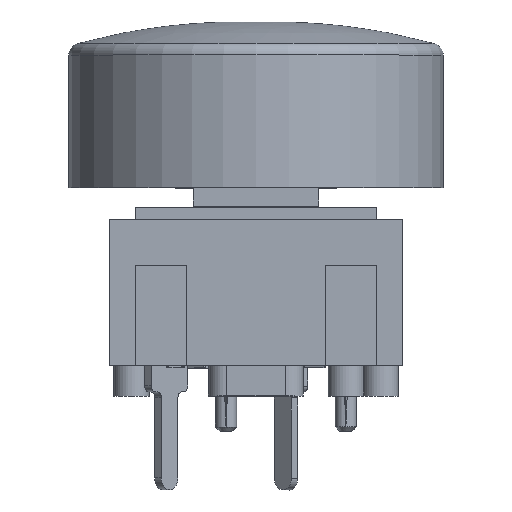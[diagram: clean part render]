
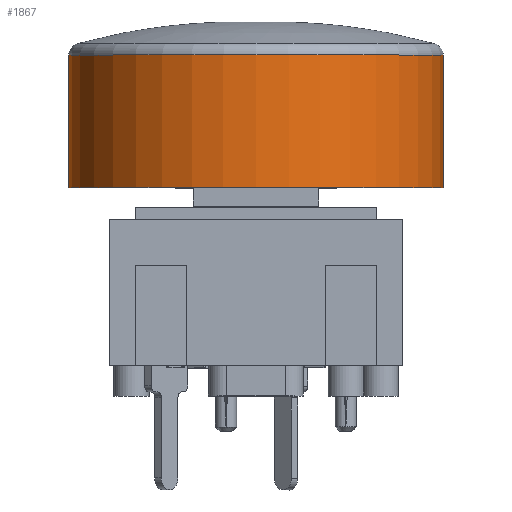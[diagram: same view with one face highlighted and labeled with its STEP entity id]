
A CAD part, top view. The second image highlights one B-rep face of the part: STEP entity #1867.
In plain terms, the highlighted cylindrical face has radius 7.938 mm (diameter 15.875 mm), a full revolution.
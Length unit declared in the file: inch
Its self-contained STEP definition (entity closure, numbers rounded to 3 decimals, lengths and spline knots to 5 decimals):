
#1836=CARTESIAN_POINT('',(-0.3125,0.51795,0.));
#1837=VERTEX_POINT('',#1836);
#1838=CARTESIAN_POINT('',(0.,0.51795,0.));
#1839=DIRECTION('',(0.0,1.0,0.0));
#1840=DIRECTION('',(1.0,0.0,0.0));
#1841=AXIS2_PLACEMENT_3D('',#1838,#1839,#1840);
#1842=CIRCLE('',#1841,0.3125);
#1843=EDGE_CURVE('',#1837,#1837,#1842,.T.);
#1848=CARTESIAN_POINT('',(0.,0.28578,0.));
#1849=DIRECTION('',(0.0,1.0,0.0));
#1850=DIRECTION('',(-1.0,0.0,0.0));
#1851=AXIS2_PLACEMENT_3D('',#1848,#1849,#1850);
#1852=CYLINDRICAL_SURFACE('',#1851,0.3125);
#1853=ORIENTED_EDGE('',*,*,#1843,.F.);
#1854=EDGE_LOOP('',(#1853));
#1855=FACE_OUTER_BOUND('',#1854,.T.);
#1856=CARTESIAN_POINT('',(-0.3125,0.29683,0.));
#1857=VERTEX_POINT('',#1856);
#1858=CARTESIAN_POINT('',(0.,0.29683,0.));
#1859=DIRECTION('',(0.0,1.0,0.0));
#1860=DIRECTION('',(-1.0,0.0,0.0));
#1861=AXIS2_PLACEMENT_3D('',#1858,#1859,#1860);
#1862=CIRCLE('',#1861,0.3125);
#1863=EDGE_CURVE('',#1857,#1857,#1862,.T.);
#1864=ORIENTED_EDGE('',*,*,#1863,.T.);
#1865=EDGE_LOOP('',(#1864));
#1866=FACE_BOUND('',#1865,.T.);
#1867=ADVANCED_FACE('',(#1855,#1866),#1852,.T.);
